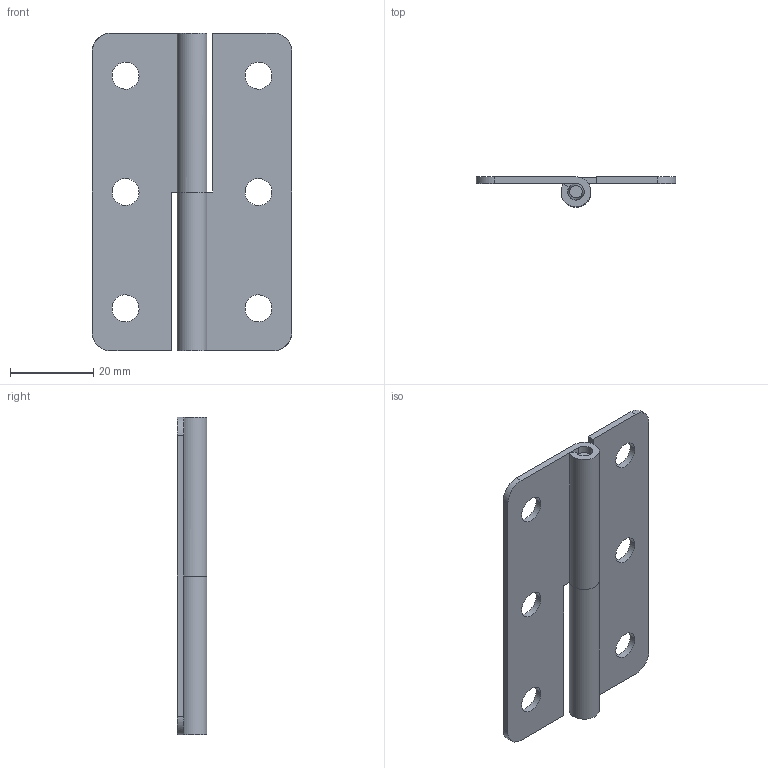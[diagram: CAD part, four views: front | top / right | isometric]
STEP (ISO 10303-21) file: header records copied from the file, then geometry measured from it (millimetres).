
FILE_DESCRIPTION((''),'2;1');
FILE_NAME('','2005-04-20T09:32:38',(''),(''),'','CADfix','');
FILE_SCHEMA(('AUTOMOTIVE_DESIGN'));
Length unit declared in the file: millimetre
Products named in the file (4): hinge piece_B_mr; hinge piece_A_mr; shaft; TH_38_R_8605_36
Assembly tree (3 placements, depth 2):
  TH_38_R_8605_36
    hinge piece_B_mr
    hinge piece_A_mr
    shaft
Bounding box: 48 x 7.19 x 76.5 mm (x, y, z)
Volume: 7660.3 mm3; surface area: 10288.9 mm2
Topology: 3 solids, 3 shells, 42 faces, 137 edges, 101 vertices
Faces by surface type: bspline 42
Entity records: 1761 total; most frequent: CARTESIAN_POINT 914, ORIENTED_EDGE 274, EDGE_CURVE 137, VERTEX_POINT 101, QUASI_UNIFORM_CURVE 60, EDGE_LOOP 54, FACE_OUTER_BOUND 42, ADVANCED_FACE 42
